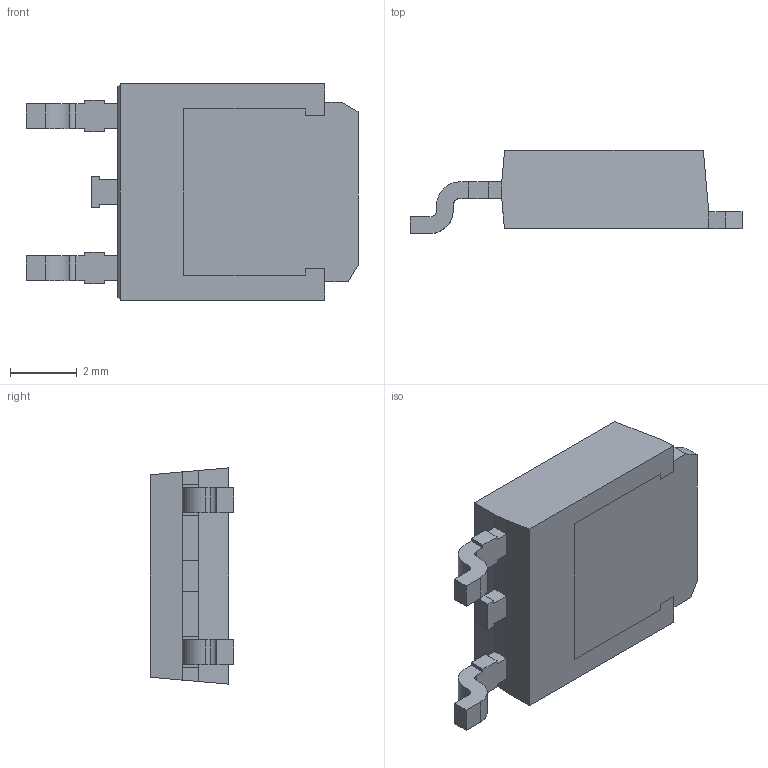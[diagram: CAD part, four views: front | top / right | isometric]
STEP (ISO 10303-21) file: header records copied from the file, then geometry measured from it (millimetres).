
FILE_DESCRIPTION (( 'STEP AP214' ), '1' );
FILE_NAME ('IRFR7540TRPBF.STEP', '2024-10-25T12:45:45', ( '' ), ( '' ), 'SwSTEP 2.0', 'SolidWorks 2024', '' );
FILE_SCHEMA (( 'AUTOMOTIVE_DESIGN' ));
Length unit declared in the file: millimetre
Products named in the file (7): IFX27001TF V50_IFX27001TF V50_3; IRFR7540TRPBF; IFX27001TF V50_IFX27001TF V50_1; IFX27001TF V50_IFX27001TF V50_2; IFX27001TF V50_IFX27001TF V50; IFX27001TF V50_IFX27001TF V50_4
Assembly tree (6 placements, depth 3):
  IRFR7540TRPBF
    IFX27001TF V50_IFX27001TF V50
      IFX27001TF V50_IFX27001TF V50_3
      IFX27001TF V50_IFX27001TF V50_1
      IFX27001TF V50_IFX27001TF V50_2
      IFX27001TF V50_IFX27001TF V50_4
      IFX27001TF V50_IFX27001TF V50
Bounding box: 9.98 x 2.5 x 6.5 mm (x, y, z)
Volume: 96.2 mm3; surface area: 225.6 mm2
Topology: 5 solids, 5 shells, 91 faces, 238 edges, 158 vertices
Faces by surface type: plane 81, cylinder 10
Entity records: 2969 total; most frequent: CARTESIAN_POINT 497, ORIENTED_EDGE 476, DIRECTION 460, EDGE_CURVE 238, VECTOR 218, LINE 218, VERTEX_POINT 158, AXIS2_PLACEMENT_3D 121
